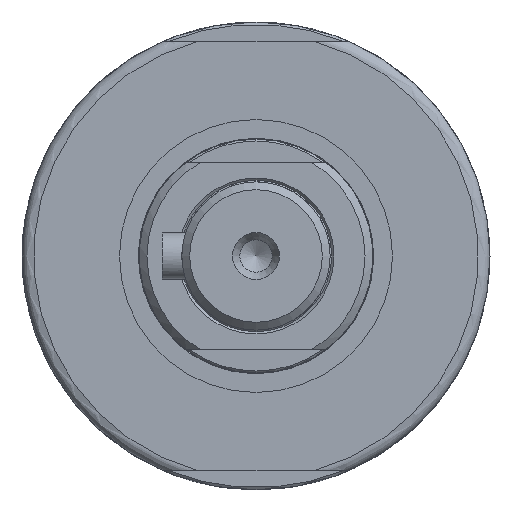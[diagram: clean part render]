
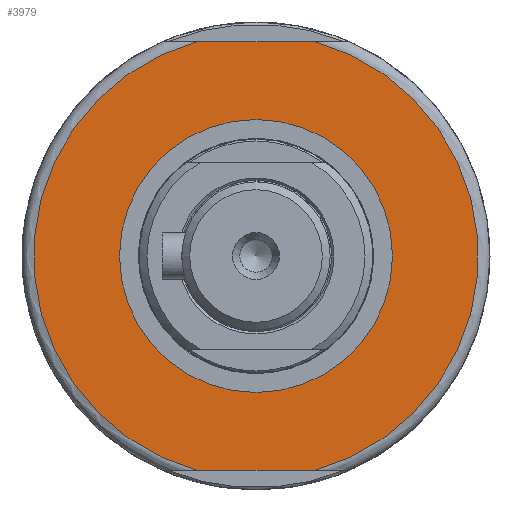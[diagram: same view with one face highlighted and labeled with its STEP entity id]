
A CAD part, left-side view. The second image highlights one B-rep face of the part: STEP entity #3979.
In plain terms, the highlighted planar face has unit normal (-1, 0, 0).
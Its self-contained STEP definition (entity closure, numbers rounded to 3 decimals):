
#137=FACE_BOUND('',#534,.T.);
#171=PLANE('',#4290);
#305=FACE_OUTER_BOUND('',#533,.T.);
#533=EDGE_LOOP('',(#2654,#2655,#2656,#2657));
#534=EDGE_LOOP('',(#2658,#2659));
#775=LINE('',#6076,#1059);
#776=LINE('',#6077,#1060);
#1059=VECTOR('',#4850,10.);
#1060=VECTOR('',#4851,10.);
#1372=CIRCLE('',#4270,17.5);
#1373=CIRCLE('',#4271,17.5);
#1384=CIRCLE('',#4285,28.5);
#1387=CIRCLE('',#4289,28.5);
#1609=VERTEX_POINT('',#5977);
#1610=VERTEX_POINT('',#5979);
#1621=VERTEX_POINT('',#6007);
#1622=VERTEX_POINT('',#6022);
#1624=VERTEX_POINT('',#6041);
#1627=VERTEX_POINT('',#6059);
#2012=EDGE_CURVE('',#1610,#1609,#1372,.T.);
#2013=EDGE_CURVE('',#1609,#1610,#1373,.T.);
#2027=EDGE_CURVE('',#1621,#1622,#1384,.T.);
#2033=EDGE_CURVE('',#1627,#1624,#1387,.T.);
#2034=EDGE_CURVE('',#1621,#1624,#775,.T.);
#2035=EDGE_CURVE('',#1627,#1622,#776,.T.);
#2654=ORIENTED_EDGE('',*,*,#2034,.T.);
#2655=ORIENTED_EDGE('',*,*,#2033,.F.);
#2656=ORIENTED_EDGE('',*,*,#2035,.T.);
#2657=ORIENTED_EDGE('',*,*,#2027,.F.);
#2658=ORIENTED_EDGE('',*,*,#2012,.T.);
#2659=ORIENTED_EDGE('',*,*,#2013,.T.);
#3979=ADVANCED_FACE('',(#305,#137),#171,.T.);
#4270=AXIS2_PLACEMENT_3D('',#5980,#4806,#4807);
#4271=AXIS2_PLACEMENT_3D('',#5981,#4808,#4809);
#4285=AXIS2_PLACEMENT_3D('',#6023,#4838,#4839);
#4289=AXIS2_PLACEMENT_3D('',#6074,#4846,#4847);
#4290=AXIS2_PLACEMENT_3D('',#6075,#4848,#4849);
#4806=DIRECTION('center_axis',(1.,0.,0.));
#4807=DIRECTION('ref_axis',(0.,-1.,0.));
#4808=DIRECTION('center_axis',(1.,0.,0.));
#4809=DIRECTION('ref_axis',(0.,-1.,0.));
#4838=DIRECTION('center_axis',(1.,0.,0.));
#4839=DIRECTION('ref_axis',(0.,-1.,0.));
#4846=DIRECTION('center_axis',(1.,0.,0.));
#4847=DIRECTION('ref_axis',(0.,-1.,0.));
#4848=DIRECTION('center_axis',(-1.,0.,0.));
#4849=DIRECTION('ref_axis',(0.,0.,
-1.));
#4850=DIRECTION('',(0.,-1.,0.));
#4851=DIRECTION('',(0.,1.,0.));
#5977=CARTESIAN_POINT('',(-136.,17.5,0.));
#5979=CARTESIAN_POINT('',(-136.,-17.5,0.));
#5980=CARTESIAN_POINT('Origin',(-136.,0.,0.));
#5981=CARTESIAN_POINT('Origin',(-136.,0.,0.));
#6007=CARTESIAN_POINT('',(-136.,7.483,-27.5));
#6022=CARTESIAN_POINT('',(-136.,7.483,27.5));
#6023=CARTESIAN_POINT('Origin',(-136.,0.,0.));
#6041=CARTESIAN_POINT('',(-136.,-7.483,-27.5));
#6059=CARTESIAN_POINT('',(-136.,-7.483,27.5));
#6074=CARTESIAN_POINT('Origin',(-136.,0.,0.));
#6075=CARTESIAN_POINT('Origin',(-136.,-23.,0.));
#6076=CARTESIAN_POINT('',(-136.,-24.063,-27.5));
#6077=CARTESIAN_POINT('',(-136.,1.553,27.5));
